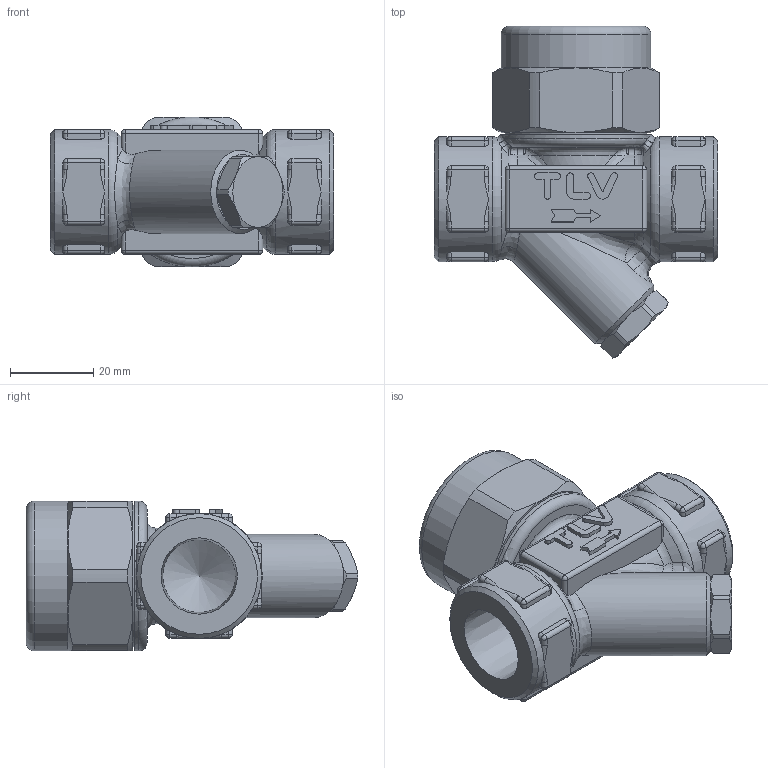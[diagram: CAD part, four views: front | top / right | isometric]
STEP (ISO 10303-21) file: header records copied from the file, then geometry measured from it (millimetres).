
FILE_DESCRIPTION((''),'2;1');
FILE_NAME('p46s0-015-screw-00.stp','2013-09-03T12:37:47',('nakaot'),(''),'Autodesk Inventor 2012','Autodesk Inventor 2012','');
FILE_SCHEMA(('AUTOMOTIVE_DESIGN { 1 0 10303 214 1 1 1 1 }'));
Length unit declared in the file: millimetre
Products named in the file (1): p46s0-015-screw-00
Bounding box: 68 x 79.69 x 36 mm (x, y, z)
Volume: 66097.1 mm3; surface area: 15436.9 mm2
Topology: 1 solids, 1 shells, 418 faces, 1037 edges, 586 vertices
Faces by surface type: cylinder 140, plane 115, bspline 72, sphere 42, cone 35, torus 13, revolution 1
Full cylindrical faces by diameter (mm): 17.475 x2, 20 x1, 30 x2, 34 x1, 36 x1
Entity records: 14769 total; most frequent: CARTESIAN_POINT 5863, ORIENTED_EDGE 1878, DIRECTION 1801, EDGE_CURVE 939, AXIS2_PLACEMENT_3D 734, VERTEX_POINT 554, EDGE_LOOP 449, FACE_OUTER_BOUND 418
